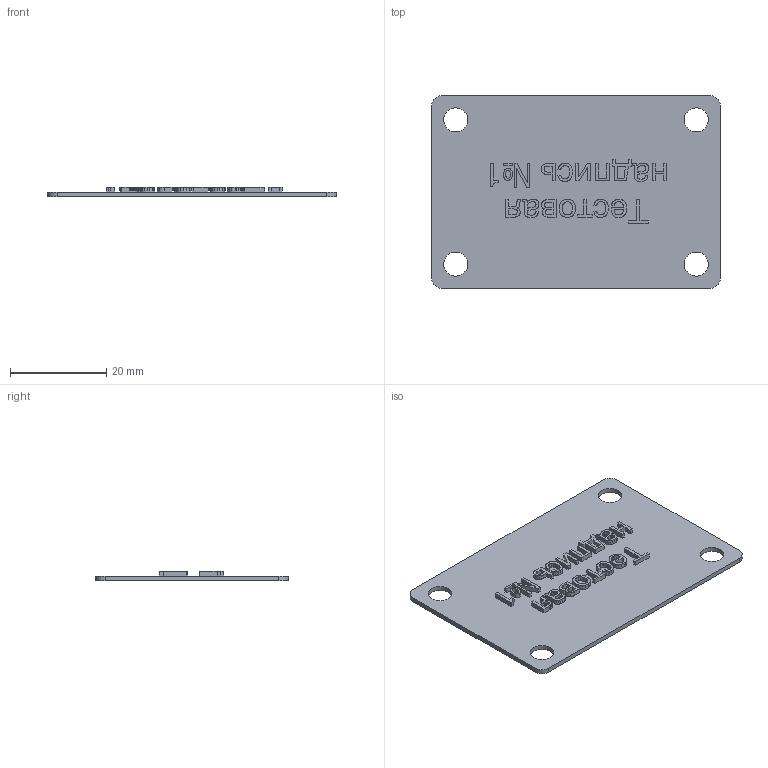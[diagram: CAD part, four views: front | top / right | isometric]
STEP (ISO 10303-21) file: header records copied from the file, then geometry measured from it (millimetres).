
FILE_DESCRIPTION(('STEP AP242'), '1');
FILE_NAME('Äåòàëü Áèðêà', '', ('UNSPECIFIED'), ('UNSPECIFIED'), 'C3D Converter', 'C3D Toolkit', '');
FILE_SCHEMA(('AP242_MANAGED_MODEL_BASED_3D_ENGINEERING_MIM_LF { 1 0 10303 442 1 1 4 }'));
Length unit declared in the file: millimetre
Bounding box: 60 x 40 x 2 mm (x, y, z)
Volume: 2417.2 mm3; surface area: 5255.9 mm2
Topology: 1 solids, 1 shells, 519 faces, 1464 edges, 976 vertices
Faces by surface type: extrusion 348, plane 163, cylinder 8
Full cylindrical faces by diameter (mm): 5 x4
Entity records: 21318 total; most frequent: CARTESIAN_POINT 5044, ORIENTED_EDGE 2920, DIRECTION 1472, EDGE_CURVE 1460, VECTOR 1096, B_SPLINE_CURVE_WITH_KNOTS 1044, VERTEX_POINT 976, LINE 748
